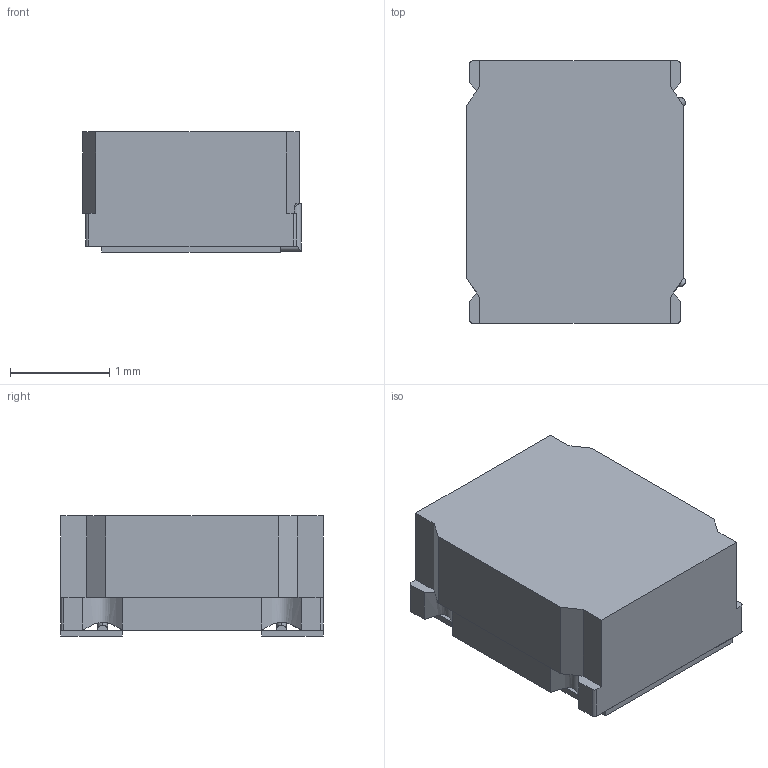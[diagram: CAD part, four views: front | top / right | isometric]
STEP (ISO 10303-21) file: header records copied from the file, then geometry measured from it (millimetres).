
FILE_DESCRIPTION (( 'STEP AP214' ), '1' );
FILE_NAME ('IFSC-1008AB-01.STEP', '2014-06-27T15:10:30', ( '' ), ( '' ), 'SwSTEP 2.0', 'SolidWorks 2014', '' );
FILE_SCHEMA (( 'AUTOMOTIVE_DESIGN' ));
Length unit declared in the file: inch
Products named in the file (1): IFSC-1008AB-01
Bounding box: 2.2 x 2.64 x 1.21 mm (x, y, z)
Volume: 6.5 mm3; surface area: 28.2 mm2
Topology: 3 solids, 3 shells, 62 faces, 152 edges, 96 vertices
Faces by surface type: plane 42, cylinder 14, bspline 6
Entity records: 2736 total; most frequent: CARTESIAN_POINT 473, ORIENTED_EDGE 304, DIRECTION 258, EDGE_CURVE 152, LINE 112, VECTOR 112, VERTEX_POINT 96, AXIS2_PLACEMENT_3D 73
